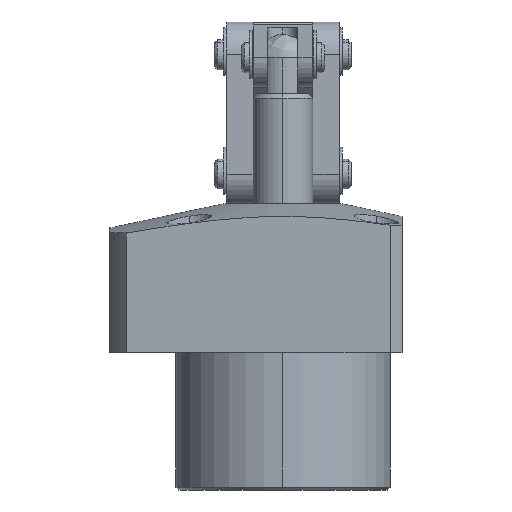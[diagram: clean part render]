
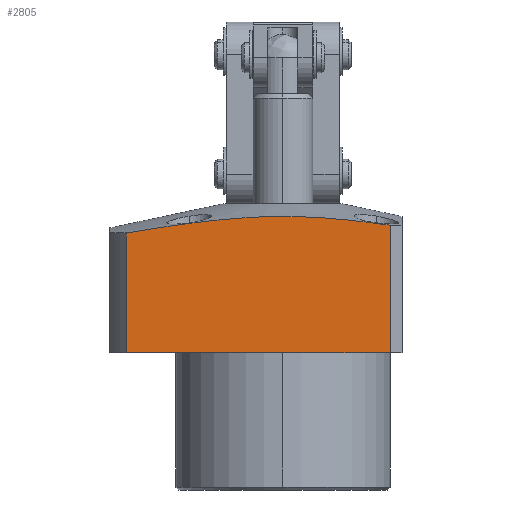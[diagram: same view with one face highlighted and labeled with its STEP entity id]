
A CAD part, left-side view. The second image highlights one B-rep face of the part: STEP entity #2805.
In plain terms, the highlighted face is planar.
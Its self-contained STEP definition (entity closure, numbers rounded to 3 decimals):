
#24 = VERTEX_POINT ( 'NONE', #6791 ) ;
#368 = EDGE_CURVE ( 'NONE', #24, #4920, #5413, .T. ) ;
#690 = FACE_OUTER_BOUND ( 'NONE', #3559, .T. ) ;
#871 = VECTOR ( 'NONE', #2059, 1000. ) ;
#893 = ORIENTED_EDGE ( 'NONE', *, *, #6467, .T. ) ;
#1068 = LINE ( 'NONE', #2120, #871 ) ;
#1375 = DIRECTION ( 'NONE',  ( 0., 1., 0. ) ) ;
#1441 = PLANE ( 'NONE',  #3590 ) ;
#1444 = CARTESIAN_POINT ( 'NONE',  ( -26.249, 0., 20. ) ) ;
#2059 = DIRECTION ( 'NONE',  ( 0., 1., 0. ) ) ;
#2120 = CARTESIAN_POINT ( 'NONE',  ( 18., 0., 20. ) ) ;
#2456 = ORIENTED_EDGE ( 'NONE', *, *, #6587, .F. ) ;
#2469 = B_SPLINE_CURVE_WITH_KNOTS ( 'NONE', 3,
 ( #3399, #2666, #2621, #2607, #2591, #2582, #2573, #2566, #2552, #2518, #2498, #2480 ),
 .UNSPECIFIED., .F., .F.,
 ( 4, 2, 2, 2, 2, 4 ),
 ( 0., 0.011, 0.017, 0.022, 0.033, 0.044 ),
 .UNSPECIFIED. ) ;
#2480 = CARTESIAN_POINT ( 'NONE',  ( -26.249, 43.111, 20. ) ) ;
#2498 = CARTESIAN_POINT ( 'NONE',  ( -22.59, 43.73, 20. ) ) ;
#2518 = CARTESIAN_POINT ( 'NONE',  ( -18.923, 44.306, 20. ) ) ;
#2552 = CARTESIAN_POINT ( 'NONE',  ( -11.57, 45.254, 20. ) ) ;
#2557 = DIRECTION ( 'NONE',  ( 1., 0., 0. ) ) ;
#2566 = CARTESIAN_POINT ( 'NONE',  ( -7.885, 45.621, 20. ) ) ;
#2573 = CARTESIAN_POINT ( 'NONE',  ( -2.329, 45.863, 20. ) ) ;
#2582 = CARTESIAN_POINT ( 'NONE',  ( -0.47, 45.892, 20. ) ) ;
#2591 = CARTESIAN_POINT ( 'NONE',  ( 3.244, 45.837, 20. ) ) ;
#2607 = CARTESIAN_POINT ( 'NONE',  ( 5.096, 45.754, 20. ) ) ;
#2621 = CARTESIAN_POINT ( 'NONE',  ( 10.642, 45.368, 20. ) ) ;
#2631 = EDGE_CURVE ( 'NONE', #24, #3812, #1068, .T. ) ;
#2652 = CARTESIAN_POINT ( 'NONE',  ( -26.249, 43.111, 20. ) ) ;
#2666 = CARTESIAN_POINT ( 'NONE',  ( 14.324, 44.929, 20. ) ) ;
#2805 = ADVANCED_FACE ( 'NONE', ( #690 ), #1441, .T. ) ;
#3284 = VECTOR ( 'NONE', #1375, 1000. ) ;
#3292 = LINE ( 'NONE', #1444, #3284 ) ;
#3325 = ORIENTED_EDGE ( 'NONE', *, *, #368, .F. ) ;
#3343 = CARTESIAN_POINT ( 'NONE',  ( 18., 23., 20. ) ) ;
#3399 = CARTESIAN_POINT ( 'NONE',  ( 18., 44.406, 20. ) ) ;
#3422 = DIRECTION ( 'NONE',  ( -1., 0., 0. ) ) ;
#3438 = CARTESIAN_POINT ( 'NONE',  ( 0., 0., 20. ) ) ;
#3559 = EDGE_LOOP ( 'NONE', ( #4426, #893, #2456, #3325 ) ) ;
#3590 = AXIS2_PLACEMENT_3D ( 'NONE', #3438, #6911, #2557 ) ;
#3812 = VERTEX_POINT ( 'NONE', #4021 ) ;
#4021 = CARTESIAN_POINT ( 'NONE',  ( 18., 44.406, 20. ) ) ;
#4426 = ORIENTED_EDGE ( 'NONE', *, *, #2631, .T. ) ;
#4651 = CARTESIAN_POINT ( 'NONE',  ( -26.249, 23., 20. ) ) ;
#4920 = VERTEX_POINT ( 'NONE', #4651 ) ;
#5413 = LINE ( 'NONE', #3343, #5433 ) ;
#5433 = VECTOR ( 'NONE', #3422, 1000. ) ;
#6467 = EDGE_CURVE ( 'NONE', #3812, #6468, #2469, .T. ) ;
#6468 = VERTEX_POINT ( 'NONE', #2652 ) ;
#6587 = EDGE_CURVE ( 'NONE', #4920, #6468, #3292, .T. ) ;
#6791 = CARTESIAN_POINT ( 'NONE',  ( 18., 23., 20. ) ) ;
#6911 = DIRECTION ( 'NONE',  ( 0., 0., 1. ) ) ;
